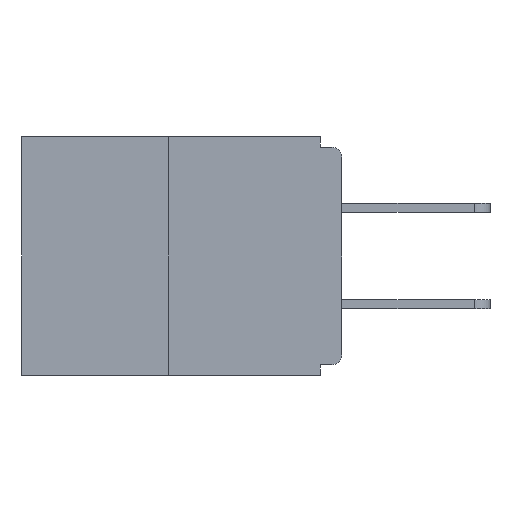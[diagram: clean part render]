
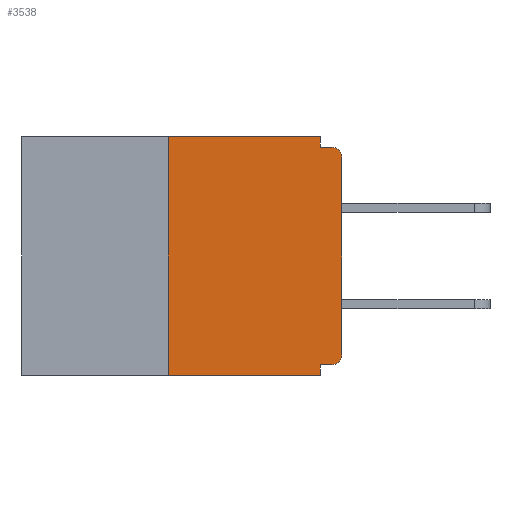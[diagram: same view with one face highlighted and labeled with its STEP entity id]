
A CAD part, left-side view. The second image highlights one B-rep face of the part: STEP entity #3538.
In plain terms, the highlighted planar face has unit normal (-1, 0, 0).
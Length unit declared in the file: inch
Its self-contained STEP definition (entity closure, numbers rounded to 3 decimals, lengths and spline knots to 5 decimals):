
#242 = ORIENTED_EDGE ( 'NONE', *, *, #2934, .T. ) ;
#283 = DIRECTION ( 'NONE',  ( -1., 0., 0. ) ) ;
#723 = ORIENTED_EDGE ( 'NONE', *, *, #4504, .F. ) ;
#754 = DIRECTION ( 'NONE',  ( 0., 0., -1. ) ) ;
#1023 = VECTOR ( 'NONE', #8272, 39.37008 ) ;
#1198 = EDGE_CURVE ( 'NONE', #2500, #18129, #2631, .T. ) ;
#1637 = DIRECTION ( 'NONE',  ( 0., 0., 1. ) ) ;
#2149 = ORIENTED_EDGE ( 'NONE', *, *, #12360, .T. ) ;
#2166 = DIRECTION ( 'NONE',  ( 1., 0., 0. ) ) ;
#2175 = ORIENTED_EDGE ( 'NONE', *, *, #15458, .F. ) ;
#2495 = VECTOR ( 'NONE', #4955, 39.37008 ) ;
#2500 = VERTEX_POINT ( 'NONE', #17432 ) ;
#2631 = LINE ( 'NONE', #7347, #3097 ) ;
#2934 = EDGE_CURVE ( 'NONE', #19619, #8474, #14687, .T. ) ;
#3097 = VECTOR ( 'NONE', #17947, 39.37008 ) ;
#3120 = EDGE_CURVE ( 'NONE', #7958, #4017, #8044, .T. ) ;
#3383 = DIRECTION ( 'NONE',  ( 0., 0., -1. ) ) ;
#3528 = CARTESIAN_POINT ( 'NONE',  ( 0., 0., 0. ) ) ;
#3538 = ADVANCED_FACE ( 'NONE', ( #17027 ), #12481, .F. ) ;
#4017 = VERTEX_POINT ( 'NONE', #17744 ) ;
#4504 = EDGE_CURVE ( 'NONE', #7958, #9653, #11808, .T. ) ;
#4605 = CARTESIAN_POINT ( 'NONE',  ( 0., 0.015, -0.015 ) ) ;
#4606 = DIRECTION ( 'NONE',  ( -1., 0., 0. ) ) ;
#4637 = CARTESIAN_POINT ( 'NONE',  ( 0., 0., -0.328 ) ) ;
#4955 = DIRECTION ( 'NONE',  ( 0., 0., 1. ) ) ;
#5117 = LINE ( 'NONE', #6560, #5576 ) ;
#5576 = VECTOR ( 'NONE', #16960, 39.37008 ) ;
#6560 = CARTESIAN_POINT ( 'NONE',  ( 0., 0., -0.015 ) ) ;
#7003 = EDGE_CURVE ( 'NONE', #10023, #4017, #11755, .T. ) ;
#7022 = CARTESIAN_POINT ( 'NONE',  ( 0., 0.25, 0. ) ) ;
#7279 = CARTESIAN_POINT ( 'NONE',  ( 0., 0.031, -0.328 ) ) ;
#7347 = CARTESIAN_POINT ( 'NONE',  ( 0., 0.031, 0. ) ) ;
#7598 = AXIS2_PLACEMENT_3D ( 'NONE', #10882, #283, #3383 ) ;
#7692 = CARTESIAN_POINT ( 'NONE',  ( 0., 0.25, 0. ) ) ;
#7704 = CARTESIAN_POINT ( 'NONE',  ( 0., 0.015, -0.328 ) ) ;
#7958 = VERTEX_POINT ( 'NONE', #14932 ) ;
#8044 = LINE ( 'NONE', #15181, #18918 ) ;
#8126 = AXIS2_PLACEMENT_3D ( 'NONE', #12881, #4606, #11162 ) ;
#8272 = DIRECTION ( 'NONE',  ( 0., 0., -1. ) ) ;
#8343 = LINE ( 'NONE', #14324, #13582 ) ;
#8474 = VERTEX_POINT ( 'NONE', #19267 ) ;
#9195 = EDGE_CURVE ( 'NONE', #19619, #10023, #9275, .T. ) ;
#9234 = ORIENTED_EDGE ( 'NONE', *, *, #19255, .T. ) ;
#9275 = LINE ( 'NONE', #4637, #13309 ) ;
#9553 = VERTEX_POINT ( 'NONE', #9777 ) ;
#9653 = VERTEX_POINT ( 'NONE', #7022 ) ;
#9777 = CARTESIAN_POINT ( 'NONE',  ( 0., 0., -0.03 ) ) ;
#10023 = VERTEX_POINT ( 'NONE', #7279 ) ;
#10606 = VECTOR ( 'NONE', #1637, 39.37008 ) ;
#10882 = CARTESIAN_POINT ( 'NONE',  ( 0., 0.015, -0.03 ) ) ;
#10955 = ORIENTED_EDGE ( 'NONE', *, *, #7003, .F. ) ;
#11162 = DIRECTION ( 'NONE',  ( 0., 0., -1. ) ) ;
#11479 = AXIS2_PLACEMENT_3D ( 'NONE', #15831, #2166, #754 ) ;
#11490 = ORIENTED_EDGE ( 'NONE', *, *, #12835, .F. ) ;
#11755 = LINE ( 'NONE', #14129, #1023 ) ;
#11808 = LINE ( 'NONE', #7692, #10606 ) ;
#12245 = DIRECTION ( 'NONE',  ( 0., -1., 0. ) ) ;
#12360 = EDGE_CURVE ( 'NONE', #8474, #9553, #17221, .T. ) ;
#12481 = PLANE ( 'NONE',  #11479 ) ;
#12835 = EDGE_CURVE ( 'NONE', #18129, #16846, #5117, .T. ) ;
#12881 = CARTESIAN_POINT ( 'NONE',  ( 0., 0.015, -0.313 ) ) ;
#13309 = VECTOR ( 'NONE', #19587, 39.37008 ) ;
#13403 = ORIENTED_EDGE ( 'NONE', *, *, #3120, .T. ) ;
#13582 = VECTOR ( 'NONE', #15842, 39.37008 ) ;
#14129 = CARTESIAN_POINT ( 'NONE',  ( 0., 0.031, -0.343 ) ) ;
#14324 = CARTESIAN_POINT ( 'NONE',  ( 0., 0.46, 0. ) ) ;
#14687 = CIRCLE ( 'NONE', #8126, 0.015 ) ;
#14792 = EDGE_LOOP ( 'NONE', ( #2175, #723, #13403, #10955, #19280, #242, #2149, #9234, #11490, #16703 ) ) ;
#14932 = CARTESIAN_POINT ( 'NONE',  ( 0., 0.25, -0.343 ) ) ;
#15181 = CARTESIAN_POINT ( 'NONE',  ( 0., 0.46, -0.343 ) ) ;
#15458 = EDGE_CURVE ( 'NONE', #9653, #2500, #8343, .T. ) ;
#15831 = CARTESIAN_POINT ( 'NONE',  ( 0., 0.46, 0. ) ) ;
#15842 = DIRECTION ( 'NONE',  ( 0., -1., 0. ) ) ;
#16212 = CIRCLE ( 'NONE', #7598, 0.015 ) ;
#16703 = ORIENTED_EDGE ( 'NONE', *, *, #1198, .F. ) ;
#16846 = VERTEX_POINT ( 'NONE', #4605 ) ;
#16960 = DIRECTION ( 'NONE',  ( 0., -1., 0. ) ) ;
#17027 = FACE_OUTER_BOUND ( 'NONE', #14792, .T. ) ;
#17221 = LINE ( 'NONE', #3528, #2495 ) ;
#17432 = CARTESIAN_POINT ( 'NONE',  ( 0., 0.031, 0. ) ) ;
#17744 = CARTESIAN_POINT ( 'NONE',  ( 0., 0.031, -0.343 ) ) ;
#17918 = CARTESIAN_POINT ( 'NONE',  ( 0., 0.031, -0.015 ) ) ;
#17947 = DIRECTION ( 'NONE',  ( 0., 0., -1. ) ) ;
#18129 = VERTEX_POINT ( 'NONE', #17918 ) ;
#18918 = VECTOR ( 'NONE', #12245, 39.37008 ) ;
#19255 = EDGE_CURVE ( 'NONE', #9553, #16846, #16212, .T. ) ;
#19267 = CARTESIAN_POINT ( 'NONE',  ( 0., 0., -0.313 ) ) ;
#19280 = ORIENTED_EDGE ( 'NONE', *, *, #9195, .F. ) ;
#19587 = DIRECTION ( 'NONE',  ( 0., 1., 0. ) ) ;
#19619 = VERTEX_POINT ( 'NONE', #7704 ) ;
